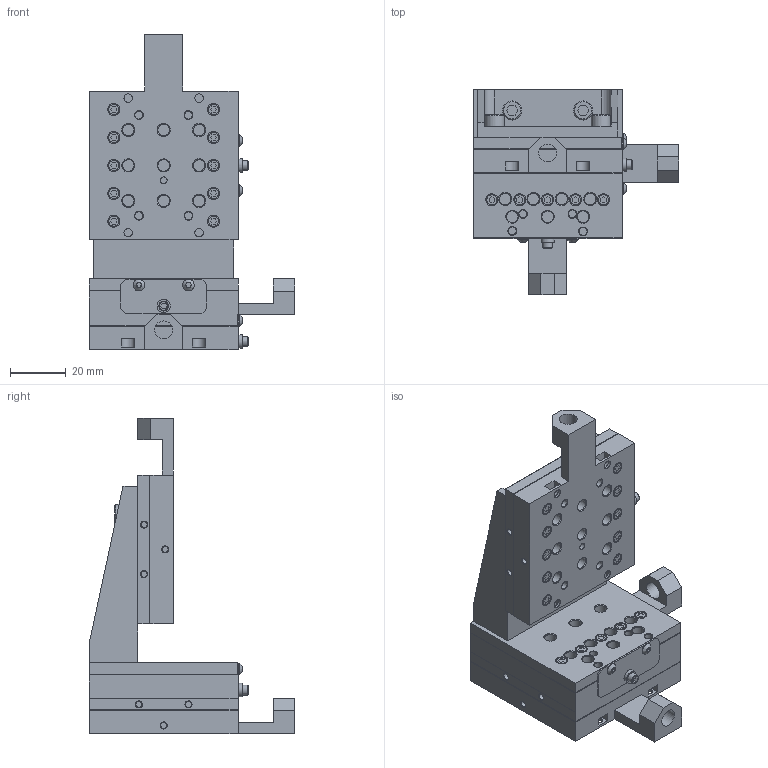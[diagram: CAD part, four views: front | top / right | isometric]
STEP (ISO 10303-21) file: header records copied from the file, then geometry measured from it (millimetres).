
FILE_DESCRIPTION((''),'2;1');
FILE_NAME('100.5cr-xyzr.stp','2013-03-06T13:51:42',('JC'),(''),'Autodesk Inventor 11','Autodesk Inventor 11','');
FILE_SCHEMA(('AUTOMOTIVE_DESIGN { 1 0 10303 214 1 1 1 1 }'));
Length unit declared in the file: inch
Products named in the file (1): 100.5cr-xyzr1
Bounding box: 73.66 x 73.66 x 113.03 mm (x, y, z)
Volume: 126576.9 mm3; surface area: 35094 mm2
Topology: 1 solids, 53 shells, 1081 faces, 2451 edges, 1670 vertices
Faces by surface type: bspline 931, plane 96, cylinder 36, cone 16, sphere 2
Full cylindrical faces by diameter (mm): 2.184 x9, 3.556 x1, 4.166 x2, 4.369 x11, 4.775 x1, 6.858 x6
Entity records: 31236 total; most frequent: CARTESIAN_POINT 12253, ORIENTED_EDGE 3778, DIRECTION 2722, EDGE_CURVE 1889, EDGE_LOOP 1634, VERTEX_POINT 1423, VECTOR 1294, LINE 1294
